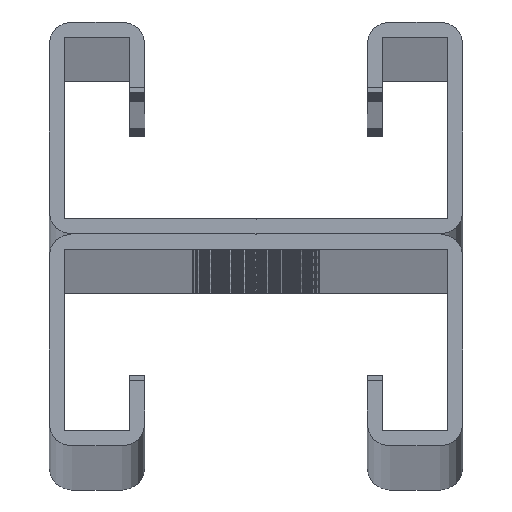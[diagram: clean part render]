
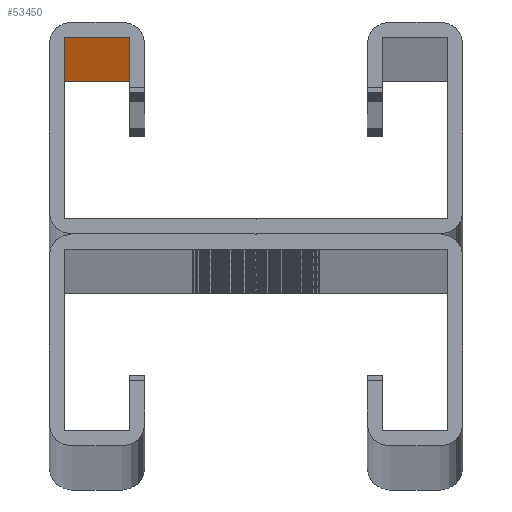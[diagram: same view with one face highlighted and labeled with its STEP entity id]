
A CAD part, top view. The second image highlights one B-rep face of the part: STEP entity #53450.
In plain terms, the highlighted planar face has unit normal (0, -1, 0).
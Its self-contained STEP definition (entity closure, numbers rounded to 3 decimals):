
#399 = VECTOR ( 'NONE', #5628, 1000. ) ;
#1257 = AXIS2_PLACEMENT_3D ( 'NONE', #54708, #26681, #40751 ) ;
#1736 = ORIENTED_EDGE ( 'NONE', *, *, #46270, .T. ) ;
#3070 = LINE ( 'NONE', #20160, #12613 ) ;
#3297 = CARTESIAN_POINT ( 'NONE',  ( -19., 19.5, -2500. ) ) ;
#5628 = DIRECTION ( 'NONE',  ( 0., 0., -1. ) ) ;
#11464 = LINE ( 'NONE', #35940, #40745 ) ;
#12613 = VECTOR ( 'NONE', #24887, 1000. ) ;
#15428 = VERTEX_POINT ( 'NONE', #37402 ) ;
#16643 = DIRECTION ( 'NONE',  ( 1., 0., 0. ) ) ;
#17240 = PLANE ( 'NONE',  #1257 ) ;
#17566 = VERTEX_POINT ( 'NONE', #45325 ) ;
#20160 = CARTESIAN_POINT ( 'NONE',  ( -12.5, 19.5, -1250. ) ) ;
#22743 = VERTEX_POINT ( 'NONE', #30495 ) ;
#24887 = DIRECTION ( 'NONE',  ( 0., 0., -1. ) ) ;
#25517 = ORIENTED_EDGE ( 'NONE', *, *, #38035, .F. ) ;
#26069 = CARTESIAN_POINT ( 'NONE',  ( 0., 19.5, 0. ) ) ;
#26681 = DIRECTION ( 'NONE',  ( 0., -1., 0. ) ) ;
#28992 = LINE ( 'NONE', #42472, #399 ) ;
#30332 = EDGE_CURVE ( 'NONE', #15428, #22743, #34220, .T. ) ;
#30495 = CARTESIAN_POINT ( 'NONE',  ( -12.5, 19.5, 0. ) ) ;
#32157 = VERTEX_POINT ( 'NONE', #3297 ) ;
#33344 = EDGE_LOOP ( 'NONE', ( #56201, #1736, #53083, #25517 ) ) ;
#34220 = LINE ( 'NONE', #26069, #44405 ) ;
#35940 = CARTESIAN_POINT ( 'NONE',  ( -20.5, 19.5, -2500. ) ) ;
#37402 = CARTESIAN_POINT ( 'NONE',  ( -19., 19.5, 0. ) ) ;
#38035 = EDGE_CURVE ( 'NONE', #22743, #17566, #3070, .T. ) ;
#40745 = VECTOR ( 'NONE', #59455, 1000. ) ;
#40751 = DIRECTION ( 'NONE',  ( 0., 0., -1. ) ) ;
#41588 = EDGE_CURVE ( 'NONE', #32157, #17566, #11464, .T. ) ;
#42472 = CARTESIAN_POINT ( 'NONE',  ( -19., 19.5, -1250. ) ) ;
#44405 = VECTOR ( 'NONE', #16643, 1000. ) ;
#45325 = CARTESIAN_POINT ( 'NONE',  ( -12.5, 19.5, -2500. ) ) ;
#46270 = EDGE_CURVE ( 'NONE', #15428, #32157, #28992, .T. ) ;
#53083 = ORIENTED_EDGE ( 'NONE', *, *, #41588, .T. ) ;
#53450 = ADVANCED_FACE ( 'NONE', ( #56849 ), #17240, .T. ) ;
#54708 = CARTESIAN_POINT ( 'NONE',  ( -20.5, 19.5, -1250. ) ) ;
#56201 = ORIENTED_EDGE ( 'NONE', *, *, #30332, .F. ) ;
#56849 = FACE_OUTER_BOUND ( 'NONE', #33344, .T. ) ;
#59455 = DIRECTION ( 'NONE',  ( 1., 0., 0. ) ) ;
